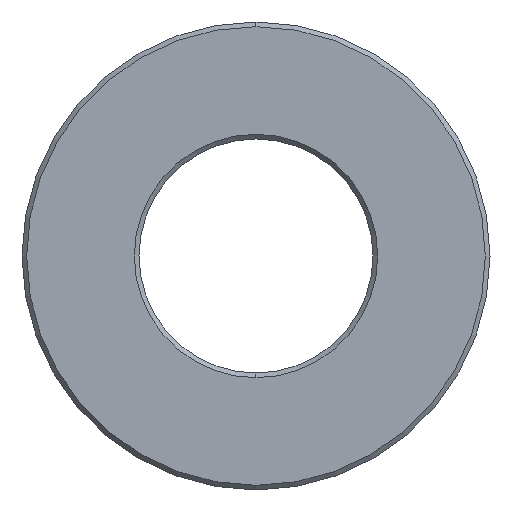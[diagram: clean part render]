
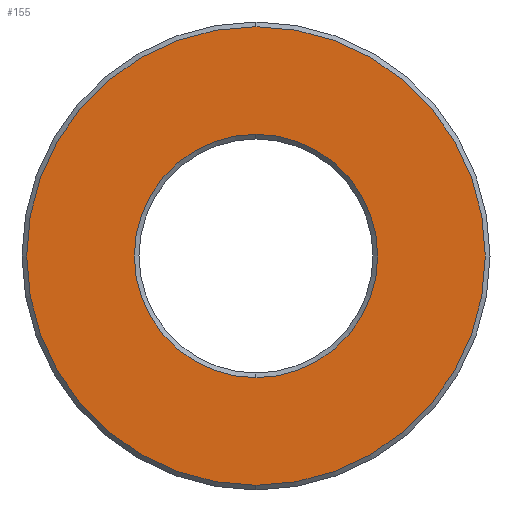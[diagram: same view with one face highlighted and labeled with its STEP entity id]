
A CAD part, left-side view. The second image highlights one B-rep face of the part: STEP entity #155.
In plain terms, the highlighted planar face has unit normal (-1, 0, 0).
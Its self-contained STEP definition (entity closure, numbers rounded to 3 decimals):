
#19 = DIRECTION ( 'NONE',  ( 1., 0., 0. ) ) ;
#32 = CARTESIAN_POINT ( 'NONE',  ( 0., 0., 0. ) ) ;
#35 = PLANE ( 'NONE',  #225 ) ;
#38 = CARTESIAN_POINT ( 'NONE',  ( 0., 0., 0. ) ) ;
#43 = DIRECTION ( 'NONE',  ( 1., 0., 0. ) ) ;
#44 = EDGE_LOOP ( 'NONE', ( #50, #197 ) ) ;
#50 = ORIENTED_EDGE ( 'NONE', *, *, #103, .T. ) ;
#55 = ORIENTED_EDGE ( 'NONE', *, *, #223, .T. ) ;
#59 = CARTESIAN_POINT ( 'NONE',  ( 0., 0., 0. ) ) ;
#72 = AXIS2_PLACEMENT_3D ( 'NONE', #59, #19, #341 ) ;
#73 = DIRECTION ( 'NONE',  ( 0., 0., -1. ) ) ;
#103 = EDGE_CURVE ( 'NONE', #199, #159, #204, .T. ) ;
#108 = CARTESIAN_POINT ( 'NONE',  ( 0., 0., -2.6 ) ) ;
#119 = EDGE_CURVE ( 'NONE', #137, #270, #195, .T. ) ;
#125 = AXIS2_PLACEMENT_3D ( 'NONE', #400, #373, #73 ) ;
#137 = VERTEX_POINT ( 'NONE', #369 ) ;
#155 = ADVANCED_FACE ( 'NONE', ( #396, #198 ), #35, .F. ) ;
#159 = VERTEX_POINT ( 'NONE', #334 ) ;
#168 = CARTESIAN_POINT ( 'NONE',  ( 0., 0., -4.9 ) ) ;
#189 = AXIS2_PLACEMENT_3D ( 'NONE', #229, #207, #403 ) ;
#190 = DIRECTION ( 'NONE',  ( 0., 0., -1. ) ) ;
#195 = CIRCLE ( 'NONE', #189, 2.6 ) ;
#197 = ORIENTED_EDGE ( 'NONE', *, *, #203, .T. ) ;
#198 = FACE_OUTER_BOUND ( 'NONE', #44, .T. ) ;
#199 = VERTEX_POINT ( 'NONE', #168 ) ;
#203 = EDGE_CURVE ( 'NONE', #159, #199, #320, .T. ) ;
#204 = CIRCLE ( 'NONE', #392, 4.9 ) ;
#207 = DIRECTION ( 'NONE',  ( 1., 0., 0. ) ) ;
#220 = CIRCLE ( 'NONE', #72, 2.6 ) ;
#223 = EDGE_CURVE ( 'NONE', #270, #137, #220, .T. ) ;
#225 = AXIS2_PLACEMENT_3D ( 'NONE', #38, #43, #395 ) ;
#229 = CARTESIAN_POINT ( 'NONE',  ( 0., 0., 0. ) ) ;
#240 = EDGE_LOOP ( 'NONE', ( #337, #55 ) ) ;
#270 = VERTEX_POINT ( 'NONE', #108 ) ;
#320 = CIRCLE ( 'NONE', #125, 4.9 ) ;
#324 = DIRECTION ( 'NONE',  ( -1., 0., 0. ) ) ;
#334 = CARTESIAN_POINT ( 'NONE',  ( 0., 0., 4.9 ) ) ;
#337 = ORIENTED_EDGE ( 'NONE', *, *, #119, .T. ) ;
#341 = DIRECTION ( 'NONE',  ( 0., 0., -1. ) ) ;
#369 = CARTESIAN_POINT ( 'NONE',  ( 0., 0., 2.6 ) ) ;
#373 = DIRECTION ( 'NONE',  ( -1., 0., 0. ) ) ;
#392 = AXIS2_PLACEMENT_3D ( 'NONE', #32, #324, #190 ) ;
#395 = DIRECTION ( 'NONE',  ( 0., 0., -1. ) ) ;
#396 = FACE_BOUND ( 'NONE', #240, .T. ) ;
#400 = CARTESIAN_POINT ( 'NONE',  ( 0., 0., 0. ) ) ;
#403 = DIRECTION ( 'NONE',  ( 0., 0., -1. ) ) ;
